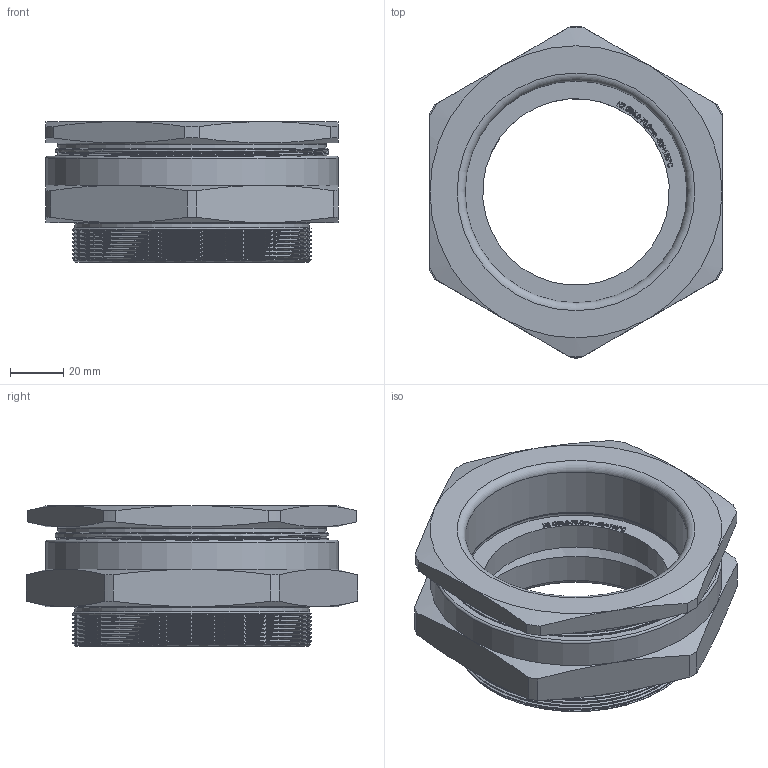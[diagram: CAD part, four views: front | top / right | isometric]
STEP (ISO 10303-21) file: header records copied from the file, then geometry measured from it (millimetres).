
FILE_DESCRIPTION(('HOOPS Exchange Step'),'2;1');
FILE_NAME('m90-n2-15mm-e204-622-conversion.step','2025-03-21T12:06:00+00:00',('root'),('Unknown organisation'),'HOOPS Exchange 2024.3','HOOPS Exchange','Unknown authorisation');
FILE_SCHEMA( ('AP242_MANAGED_MODEL_BASED_3D_ENGINEERING_MIM_LF {1 0 10303 442 1 1 4 }') );
Length unit declared in the file: millimetre
Products named in the file (2): Default; m90-n2-15mm-e204-622-step
Assembly tree (1 placements, depth 2):
  m90-n2-15mm-e204-622-step
    Default
Bounding box: 110 x 125.01 x 53 mm (x, y, z)
Volume: 199945.4 mm3; surface area: 84641.7 mm2
Topology: 5 solids, 5 shells, 446 faces, 1178 edges, 777 vertices
Faces by surface type: plane 170, extrusion 153, cylinder 76, cone 34, torus 7, bspline 6
Full cylindrical faces by diameter (mm): 70.3 x1, 79 x1, 83.5 x1, 83.7 x1, 88.3 x1, 88.5 x8, 90 x7, 93.602 x1, 101 x1, 101.3 x2, 101.5 x15, 103 x15, 110 x1
Entity records: 35497 total; most frequent: CARTESIAN_POINT 25044, ORIENTED_EDGE 2356, DIRECTION 1622, EDGE_CURVE 1178, VERTEX_POINT 777, VECTOR 742, LINE 589, B_SPLINE_CURVE_WITH_KNOTS 518
